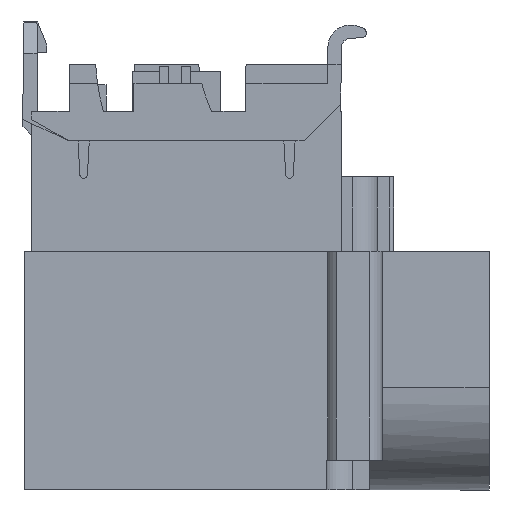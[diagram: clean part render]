
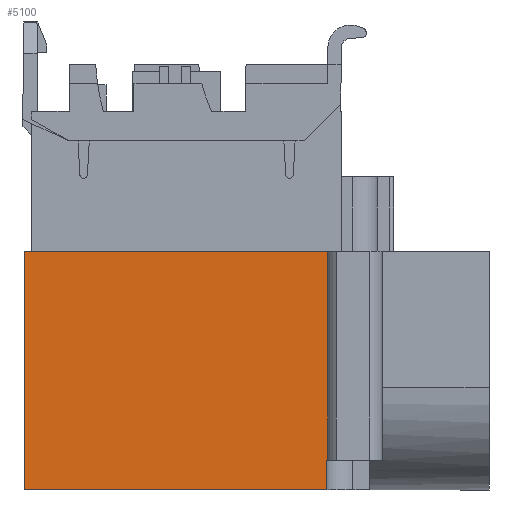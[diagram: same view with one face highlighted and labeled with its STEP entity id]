
A CAD part, left-side view. The second image highlights one B-rep face of the part: STEP entity #5100.
In plain terms, the highlighted planar face has unit normal (-1, 0, 0).
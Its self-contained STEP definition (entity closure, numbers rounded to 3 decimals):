
#107 = CARTESIAN_POINT ( 'NONE',  ( 0.55, 22.85, -46.75 ) ) ;
#306 = LINE ( 'NONE', #1407, #2904 ) ;
#483 = ORIENTED_EDGE ( 'NONE', *, *, #5378, .T. ) ;
#500 = EDGE_CURVE ( 'NONE', #4511, #7521, #1011, .T. ) ;
#532 = DIRECTION ( 'NONE',  ( 0., 1., 0. ) ) ;
#635 = VECTOR ( 'NONE', #5885, 1000. ) ;
#687 = LINE ( 'NONE', #107, #5325 ) ;
#895 = VECTOR ( 'NONE', #6086, 1000. ) ;
#908 = LINE ( 'NONE', #5823, #8508 ) ;
#923 = CARTESIAN_POINT ( 'NONE',  ( 0.55, -17.674, -50.75 ) ) ;
#1011 = LINE ( 'NONE', #5251, #895 ) ;
#1060 = EDGE_CURVE ( 'NONE', #2939, #2241, #306, .T. ) ;
#1091 = ORIENTED_EDGE ( 'NONE', *, *, #4215, .F. ) ;
#1146 = ORIENTED_EDGE ( 'NONE', *, *, #2088, .T. ) ;
#1170 = VECTOR ( 'NONE', #1943, 1000. ) ;
#1213 = DIRECTION ( 'NONE',  ( 0., 0., 1. ) ) ;
#1407 = CARTESIAN_POINT ( 'NONE',  ( 0.55, -17.859, -46.75 ) ) ;
#1592 = CARTESIAN_POINT ( 'NONE',  ( 0.55, 22.85, -18.75 ) ) ;
#1819 = VECTOR ( 'NONE', #532, 1000. ) ;
#1918 = PLANE ( 'NONE',  #5125 ) ;
#1943 = DIRECTION ( 'NONE',  ( 0., 0., 1. ) ) ;
#2088 = EDGE_CURVE ( 'NONE', #9800, #4511, #5868, .T. ) ;
#2241 = VERTEX_POINT ( 'NONE', #7682 ) ;
#2361 = DIRECTION ( 'NONE',  ( 0., 0., 1. ) ) ;
#2377 = EDGE_CURVE ( 'NONE', #3559, #6035, #8452, .T. ) ;
#2810 = CARTESIAN_POINT ( 'NONE',  ( 0.55, -17.859, -18.75 ) ) ;
#2904 = VECTOR ( 'NONE', #4332, 1000. ) ;
#2939 = VERTEX_POINT ( 'NONE', #5415 ) ;
#3500 = CARTESIAN_POINT ( 'NONE',  ( 0.55, -17.859, -46.75 ) ) ;
#3559 = VERTEX_POINT ( 'NONE', #923 ) ;
#3691 = CARTESIAN_POINT ( 'NONE',  ( 0.55, 21.85, -18.75 ) ) ;
#4133 = CARTESIAN_POINT ( 'NONE',  ( 0.55, -17.859, -46.75 ) ) ;
#4215 = EDGE_CURVE ( 'NONE', #6035, #7521, #687, .T. ) ;
#4332 = DIRECTION ( 'NONE',  ( 0., 1., 0. ) ) ;
#4511 = VERTEX_POINT ( 'NONE', #3691 ) ;
#4695 = FACE_OUTER_BOUND ( 'NONE', #6328, .T. ) ;
#4789 = ORIENTED_EDGE ( 'NONE', *, *, #2377, .F. ) ;
#5100 = ADVANCED_FACE ( 'NONE', ( #4695 ), #1918, .F. ) ;
#5125 = AXIS2_PLACEMENT_3D ( 'NONE', #3500, #7530, #5878 ) ;
#5172 = CARTESIAN_POINT ( 'NONE',  ( 0.55, -17.859, -18.75 ) ) ;
#5251 = CARTESIAN_POINT ( 'NONE',  ( 0.55, -17.859, -18.75 ) ) ;
#5325 = VECTOR ( 'NONE', #2361, 1000. ) ;
#5378 = EDGE_CURVE ( 'NONE', #3559, #2241, #908, .T. ) ;
#5415 = CARTESIAN_POINT ( 'NONE',  ( 0.55, -17.859, -46.75 ) ) ;
#5823 = CARTESIAN_POINT ( 'NONE',  ( 0.55, -17.674, -50.75 ) ) ;
#5868 = LINE ( 'NONE', #2810, #1819 ) ;
#5878 = DIRECTION ( 'NONE',  ( 0., 1., 0. ) ) ;
#5885 = DIRECTION ( 'NONE',  ( 0., 1., 0. ) ) ;
#6035 = VERTEX_POINT ( 'NONE', #9567 ) ;
#6044 = LINE ( 'NONE', #4133, #1170 ) ;
#6086 = DIRECTION ( 'NONE',  ( 0., 1., 0. ) ) ;
#6328 = EDGE_LOOP ( 'NONE', ( #1146, #9345, #1091, #4789, #483, #6725, #6394 ) ) ;
#6394 = ORIENTED_EDGE ( 'NONE', *, *, #9715, .T. ) ;
#6725 = ORIENTED_EDGE ( 'NONE', *, *, #1060, .F. ) ;
#7521 = VERTEX_POINT ( 'NONE', #1592 ) ;
#7530 = DIRECTION ( 'NONE',  ( 1., 0., 0. ) ) ;
#7682 = CARTESIAN_POINT ( 'NONE',  ( 0.55, -17.674, -46.75 ) ) ;
#8452 = LINE ( 'NONE', #9648, #635 ) ;
#8508 = VECTOR ( 'NONE', #1213, 1000. ) ;
#9345 = ORIENTED_EDGE ( 'NONE', *, *, #500, .T. ) ;
#9567 = CARTESIAN_POINT ( 'NONE',  ( 0.55, 22.85, -50.75 ) ) ;
#9648 = CARTESIAN_POINT ( 'NONE',  ( 0.55, 22.85, -50.75 ) ) ;
#9715 = EDGE_CURVE ( 'NONE', #2939, #9800, #6044, .T. ) ;
#9800 = VERTEX_POINT ( 'NONE', #5172 ) ;
